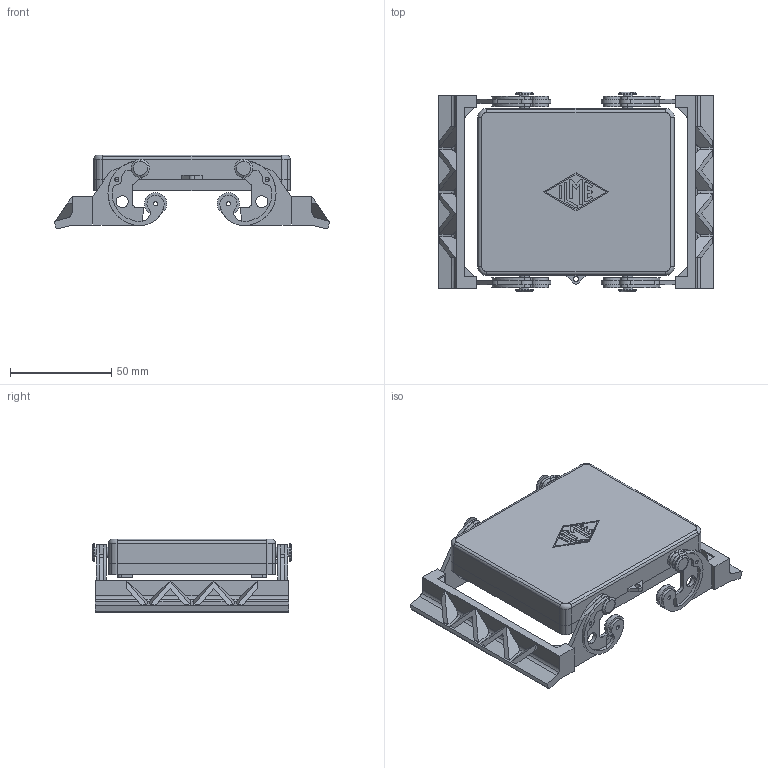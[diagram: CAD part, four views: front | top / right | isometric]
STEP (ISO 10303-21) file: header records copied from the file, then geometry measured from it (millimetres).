
FILE_DESCRIPTION((''),'2;1');
FILE_NAME('CHC 32 G.stp','2006-12-13T10:38:42',('gembarski'),(''),'Autodesk Inventor 7','Autodesk Inventor 7','');
FILE_SCHEMA(('AUTOMOTIVE_DESIGN { 1 0 10303 214 1 1 1 1 }'));
Length unit declared in the file: millimetre
Products named in the file (1): CHC 32 G
Bounding box: 136.25 x 98.5 x 36.39 mm (x, y, z)
Volume: 76589.8 mm3; surface area: 49266.3 mm2
Topology: 1 solids, 1 shells, 573 faces, 1575 edges, 1028 vertices
Faces by surface type: bspline 213, plane 177, cylinder 175, cone 4, torus 4
Entity records: 19716 total; most frequent: CARTESIAN_POINT 5188, ORIENTED_EDGE 3150, DIRECTION 2919, EDGE_CURVE 1575, VERTEX_POINT 1028, AXIS2_PLACEMENT_3D 983, VECTOR 953, LINE 953
